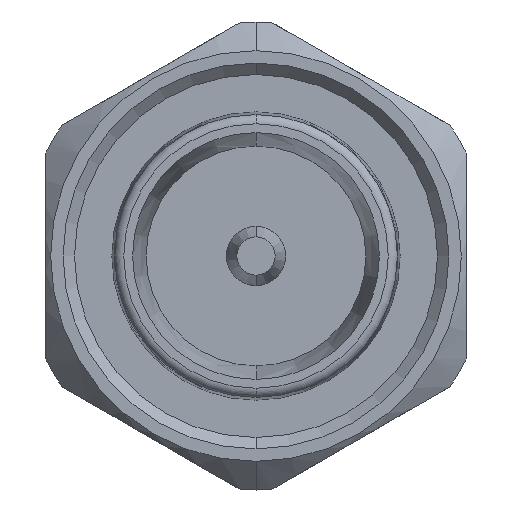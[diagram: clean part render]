
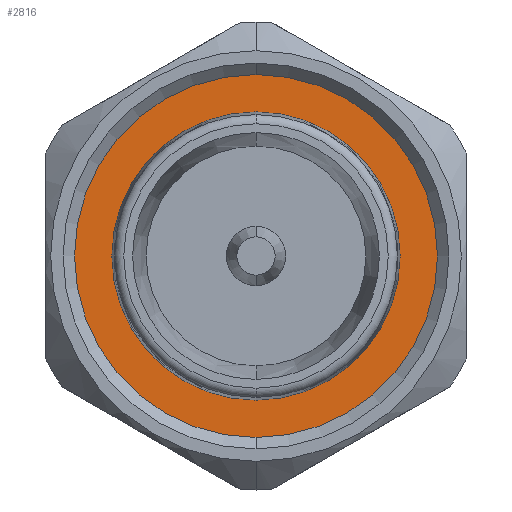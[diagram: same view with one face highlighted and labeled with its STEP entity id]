
A CAD part, left-side view. The second image highlights one B-rep face of the part: STEP entity #2816.
In plain terms, the highlighted planar face has unit normal (-1, 0, 0).
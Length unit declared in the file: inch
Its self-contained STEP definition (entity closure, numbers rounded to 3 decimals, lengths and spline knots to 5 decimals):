
#47 = EDGE_CURVE ( 'NONE', #802, #635, #108, .T. ) ;
#108 = CIRCLE ( 'NONE', #1435, 0.29705 ) ;
#150 = AXIS2_PLACEMENT_3D ( 'NONE', #2332, #2120, #747 ) ;
#394 = CIRCLE ( 'NONE', #150, 0.37402 ) ;
#635 = VERTEX_POINT ( 'NONE', #1304 ) ;
#747 = DIRECTION ( 'NONE',  ( 0., 0., -1. ) ) ;
#802 = VERTEX_POINT ( 'NONE', #2069 ) ;
#823 = VERTEX_POINT ( 'NONE', #2035 ) ;
#843 = EDGE_LOOP ( 'NONE', ( #2466, #1510 ) ) ;
#913 = CARTESIAN_POINT ( 'NONE',  ( 28.96044, 24.68963, 0.37402 ) ) ;
#1162 = AXIS2_PLACEMENT_3D ( 'NONE', #2566, #2588, #2339 ) ;
#1248 = VERTEX_POINT ( 'NONE', #913 ) ;
#1286 = DIRECTION ( 'NONE',  ( 1., 0., 0. ) ) ;
#1304 = CARTESIAN_POINT ( 'NONE',  ( 28.96044, 24.68963, 0.29705 ) ) ;
#1392 = EDGE_CURVE ( 'NONE', #1248, #823, #394, .T. ) ;
#1419 = DIRECTION ( 'NONE',  ( 1., 0., 0. ) ) ;
#1425 = CARTESIAN_POINT ( 'NONE',  ( 28.96044, 24.68963, 0. ) ) ;
#1435 = AXIS2_PLACEMENT_3D ( 'NONE', #2803, #1419, #1842 ) ;
#1510 = ORIENTED_EDGE ( 'NONE', *, *, #1392, .F. ) ;
#1610 = DIRECTION ( 'NONE',  ( 0., 0., -1. ) ) ;
#1648 = PLANE ( 'NONE',  #1162 ) ;
#1842 = DIRECTION ( 'NONE',  ( 0., 0., -1. ) ) ;
#1999 = CARTESIAN_POINT ( 'NONE',  ( 28.96044, 24.68963, 0. ) ) ;
#2035 = CARTESIAN_POINT ( 'NONE',  ( 28.96044, 24.68963, -0.37402 ) ) ;
#2069 = CARTESIAN_POINT ( 'NONE',  ( 28.96044, 24.68963, -0.29705 ) ) ;
#2082 = EDGE_CURVE ( 'NONE', #635, #802, #2648, .T. ) ;
#2093 = ORIENTED_EDGE ( 'NONE', *, *, #2082, .T. ) ;
#2120 = DIRECTION ( 'NONE',  ( 1., 0., 0. ) ) ;
#2198 = DIRECTION ( 'NONE',  ( 0., 0., -1. ) ) ;
#2209 = AXIS2_PLACEMENT_3D ( 'NONE', #1999, #1286, #2198 ) ;
#2332 = CARTESIAN_POINT ( 'NONE',  ( 28.96044, 24.68963, 0. ) ) ;
#2337 = DIRECTION ( 'NONE',  ( 1., 0., 0. ) ) ;
#2339 = DIRECTION ( 'NONE',  ( 0., 1., 0. ) ) ;
#2351 = FACE_OUTER_BOUND ( 'NONE', #843, .T. ) ;
#2466 = ORIENTED_EDGE ( 'NONE', *, *, #2645, .F. ) ;
#2566 = CARTESIAN_POINT ( 'NONE',  ( 28.96044, 24.39258, 0. ) ) ;
#2588 = DIRECTION ( 'NONE',  ( 1., 0., 0. ) ) ;
#2645 = EDGE_CURVE ( 'NONE', #823, #1248, #2788, .T. ) ;
#2648 = CIRCLE ( 'NONE', #2923, 0.29705 ) ;
#2782 = EDGE_LOOP ( 'NONE', ( #2848, #2093 ) ) ;
#2784 = FACE_BOUND ( 'NONE', #2782, .T. ) ;
#2788 = CIRCLE ( 'NONE', #2209, 0.37402 ) ;
#2803 = CARTESIAN_POINT ( 'NONE',  ( 28.96044, 24.68963, 0. ) ) ;
#2816 = ADVANCED_FACE ( 'NONE', ( #2784, #2351 ), #1648, .F. ) ;
#2848 = ORIENTED_EDGE ( 'NONE', *, *, #47, .T. ) ;
#2923 = AXIS2_PLACEMENT_3D ( 'NONE', #1425, #2337, #1610 ) ;
